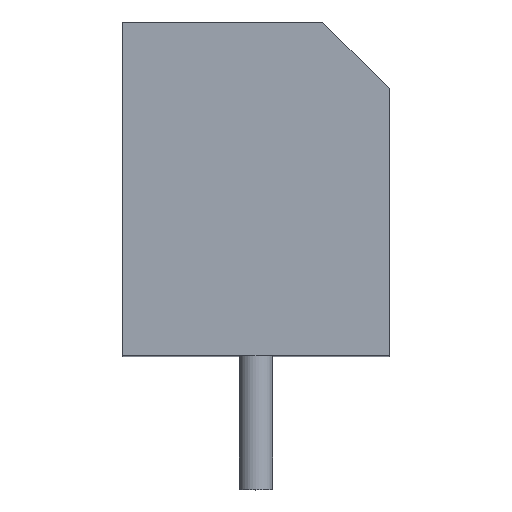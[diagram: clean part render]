
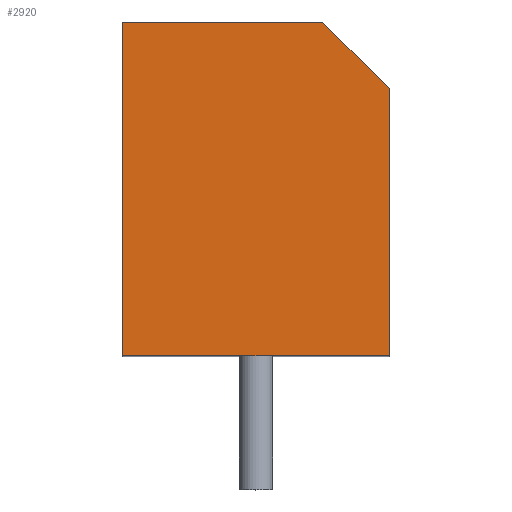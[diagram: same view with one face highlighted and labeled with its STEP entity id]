
A CAD part, top view. The second image highlights one B-rep face of the part: STEP entity #2920.
In plain terms, the highlighted planar face has unit normal (0, 0, 1).
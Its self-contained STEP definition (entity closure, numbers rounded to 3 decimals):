
#194 = VERTEX_POINT ( 'NONE', #1722 ) ;
#246 = VERTEX_POINT ( 'NONE', #3137 ) ;
#305 = CARTESIAN_POINT ( 'NONE',  ( 2., 5., 0. ) ) ;
#324 = VECTOR ( 'NONE', #1266, 1000. ) ;
#328 = EDGE_CURVE ( 'NONE', #1560, #246, #2968, .T. ) ;
#334 = LINE ( 'NONE', #2506, #1019 ) ;
#725 = CARTESIAN_POINT ( 'NONE',  ( 4., 5., 0. ) ) ;
#751 = EDGE_CURVE ( 'NONE', #2742, #1560, #845, .T. ) ;
#842 = VECTOR ( 'NONE', #3026, 1000. ) ;
#845 = LINE ( 'NONE', #3269, #3416 ) ;
#1019 = VECTOR ( 'NONE', #3065, 1000. ) ;
#1064 = AXIS2_PLACEMENT_3D ( 'NONE', #2860, #2851, #1226 ) ;
#1226 = DIRECTION ( 'NONE',  ( 1., 0., 0. ) ) ;
#1266 = DIRECTION ( 'NONE',  ( -1., 0., 0. ) ) ;
#1474 = ORIENTED_EDGE ( 'NONE', *, *, #328, .T. ) ;
#1551 = EDGE_CURVE ( 'NONE', #246, #2096, #3458, .T. ) ;
#1560 = VERTEX_POINT ( 'NONE', #305 ) ;
#1686 = ORIENTED_EDGE ( 'NONE', *, *, #751, .T. ) ;
#1716 = PLANE ( 'NONE',  #1064 ) ;
#1722 = CARTESIAN_POINT ( 'NONE',  ( 4., -5., 0. ) ) ;
#1813 = CARTESIAN_POINT ( 'NONE',  ( 4., 3., 0. ) ) ;
#1815 = LINE ( 'NONE', #1964, #1995 ) ;
#1831 = ORIENTED_EDGE ( 'NONE', *, *, #2895, .T. ) ;
#1952 = CARTESIAN_POINT ( 'NONE',  ( -4., -5., 0. ) ) ;
#1964 = CARTESIAN_POINT ( 'NONE',  ( 4., -5., 0. ) ) ;
#1995 = VECTOR ( 'NONE', #3063, 1000. ) ;
#2007 = CARTESIAN_POINT ( 'NONE',  ( -4., -5., 0. ) ) ;
#2096 = VERTEX_POINT ( 'NONE', #2007 ) ;
#2506 = CARTESIAN_POINT ( 'NONE',  ( 4., -5., 0. ) ) ;
#2742 = VERTEX_POINT ( 'NONE', #1813 ) ;
#2791 = ORIENTED_EDGE ( 'NONE', *, *, #3155, .T. ) ;
#2805 = FACE_OUTER_BOUND ( 'NONE', #2929, .T. ) ;
#2851 = DIRECTION ( 'NONE',  ( 0., 0., 1. ) ) ;
#2860 = CARTESIAN_POINT ( 'NONE',  ( 0., 0., 0. ) ) ;
#2895 = EDGE_CURVE ( 'NONE', #194, #2742, #334, .T. ) ;
#2920 = ADVANCED_FACE ( 'NONE', ( #2805 ), #1716, .T. ) ;
#2929 = EDGE_LOOP ( 'NONE', ( #1831, #1686, #1474, #3228, #2791 ) ) ;
#2944 = DIRECTION ( 'NONE',  ( -0.707, 0.707, 0. ) ) ;
#2968 = LINE ( 'NONE', #725, #324 ) ;
#3026 = DIRECTION ( 'NONE',  ( 0., -1., 0. ) ) ;
#3063 = DIRECTION ( 'NONE',  ( 1., 0., 0. ) ) ;
#3065 = DIRECTION ( 'NONE',  ( 0., 1., 0. ) ) ;
#3137 = CARTESIAN_POINT ( 'NONE',  ( -4., 5., 0. ) ) ;
#3155 = EDGE_CURVE ( 'NONE', #2096, #194, #1815, .T. ) ;
#3228 = ORIENTED_EDGE ( 'NONE', *, *, #1551, .T. ) ;
#3269 = CARTESIAN_POINT ( 'NONE',  ( 3.5, 3.5, 0. ) ) ;
#3416 = VECTOR ( 'NONE', #2944, 1000. ) ;
#3458 = LINE ( 'NONE', #1952, #842 ) ;
